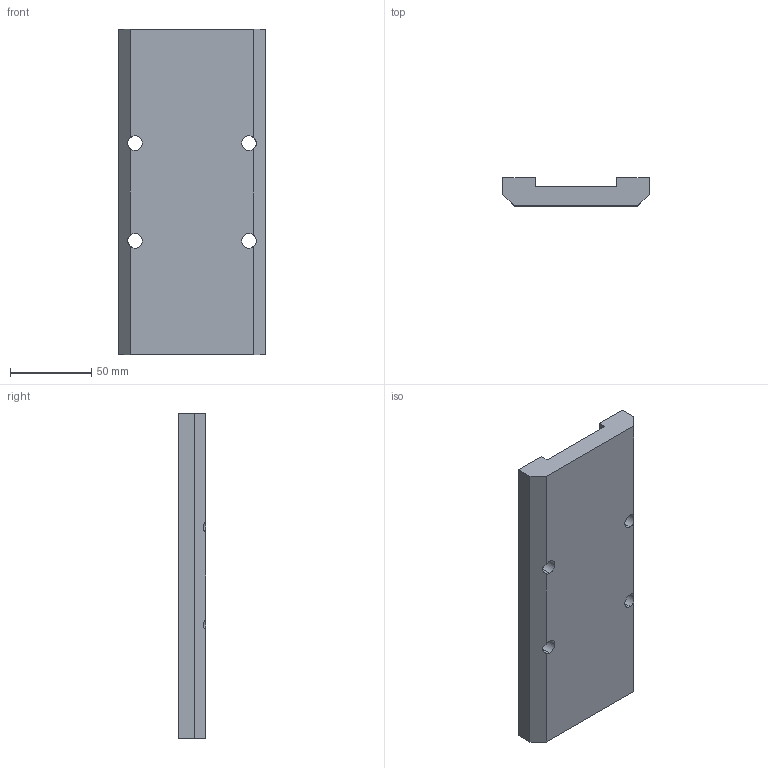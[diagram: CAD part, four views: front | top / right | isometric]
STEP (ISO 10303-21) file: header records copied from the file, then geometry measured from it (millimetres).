
FILE_DESCRIPTION (( 'STEP AP203' ), '1' );
FILE_NAME ('»Ø³Ì¹ìµÀ×ù.STEP', '2022-03-12T01:42:48', ( '' ), ( '' ), 'SwSTEP 2.0', 'SolidWorks 2018', '' );
FILE_SCHEMA (( 'CONFIG_CONTROL_DESIGN' ));
Length unit declared in the file: millimetre
Products named in the file (1): 隙最寢耋釱
Bounding box: 90 x 17 x 200 mm (x, y, z)
Volume: 241891 mm3; surface area: 46994.1 mm2
Topology: 1 solids, 1 shells, 20 faces, 66 edges, 44 vertices
Faces by surface type: plane 12, cylinder 8
Entity records: 823 total; most frequent: CARTESIAN_POINT 143, ORIENTED_EDGE 132, DIRECTION 124, EDGE_CURVE 66, VERTEX_POINT 44, LINE 42, VECTOR 42, AXIS2_PLACEMENT_3D 41
